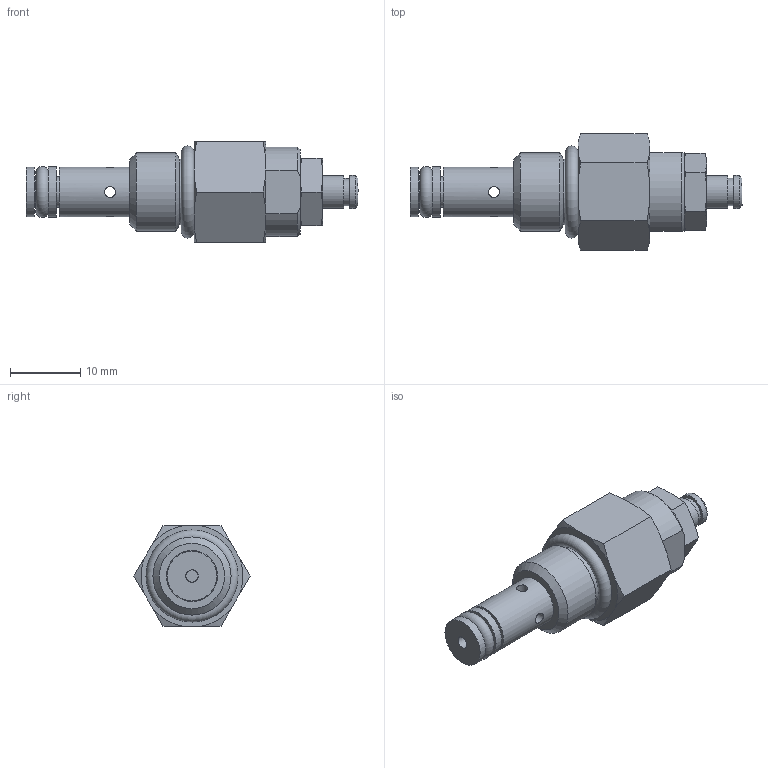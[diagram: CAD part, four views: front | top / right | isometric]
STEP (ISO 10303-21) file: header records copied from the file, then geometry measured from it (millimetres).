
FILE_DESCRIPTION(/* description */ (''),/* implementation_level */ '2;1');
FILE_NAME(/* name */ '4604.stp',/* time_stamp */ '2016-09-16T13:59:12-05:00',/* author */ ('jml'),/* organization */ (''),/* preprocessor_version */ 'ST-DEVELOPER v16.1',/* originating_system */ 'Autodesk Inventor 2016',/* authorisation */ '');
FILE_SCHEMA (('AUTOMOTIVE_DESIGN { 1 0 10303 214 3 1 1 }'));
Length unit declared in the file: inch
Products named in the file (9): 4604_BODY_221632; 007 BACKUP; 007 O-RING; 904 O-RING; 4604_PLUG; 903 O-RING; 4604_SCREW_221540; 990323; 4604
Assembly tree (8 placements, depth 2):
  4604
    4604_BODY_221632
    007 BACKUP
    007 O-RING
    904 O-RING
    4604_PLUG
    903 O-RING
    4604_SCREW_221540
    990323
Bounding box: 47.15 x 16.48 x 14.27 mm (x, y, z)
Volume: 3914.4 mm3; surface area: 3932.7 mm2
Topology: 8 solids, 8 shells, 129 faces, 306 edges, 195 vertices
Faces by surface type: plane 55, cone 41, cylinder 29, torus 4
Full cylindrical faces by diameter (mm): 1.575 x4, 1.778 x2, 2.413 x1, 2.972 x1, 3.302 x1, 3.861 x1, 3.962 x2, 4.115 x1, 4.318 x1, 4.699 x2, 5.486 x2, 5.588 x1, 7.061 x2, 7.112 x1, 8.001 x1, 8.382 x1, 9.296 x1, 9.525 x1, 11.1 x1
Entity records: 3757 total; most frequent: CARTESIAN_POINT 935, DIRECTION 570, ORIENTED_EDGE 492, AXIS2_PLACEMENT_3D 254, EDGE_CURVE 246, EDGE_LOOP 197, VERTEX_POINT 179, FACE_OUTER_BOUND 129
